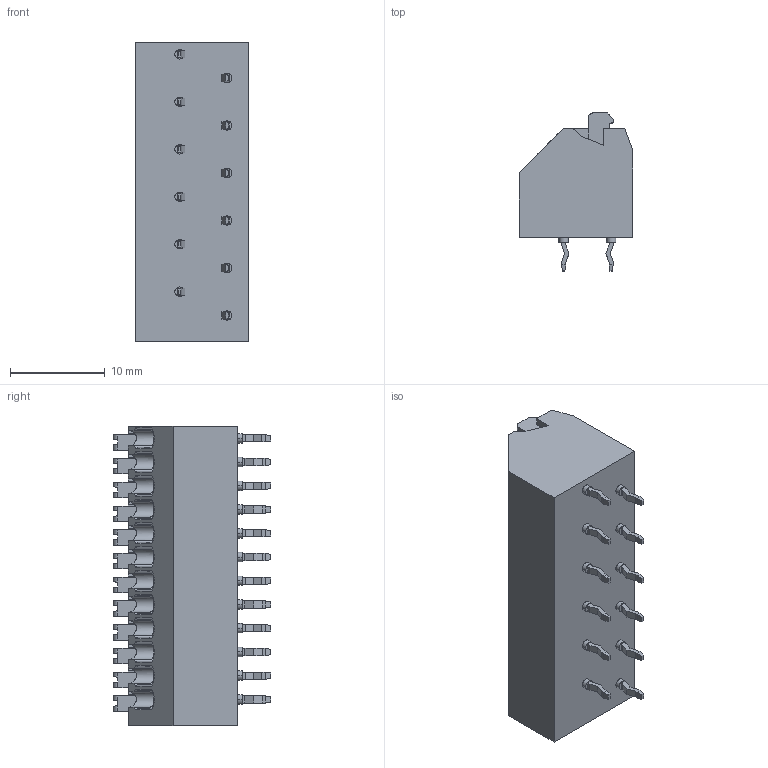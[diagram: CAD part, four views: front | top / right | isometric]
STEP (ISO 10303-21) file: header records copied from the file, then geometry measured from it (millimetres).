
FILE_DESCRIPTION(('SolidDesigner STEP Export'),'2;1');
FILE_NAME('ptsa_0.5-12-2.5-z.stp','2004-04-01T11:36:45',(''),(''),'OneSpaceDesigner STEP processor Version: 9.0 (March 2001)for AP214(CD)(Solid Model)','CoCreate OneSpaceDesigner: 11.50A 18-Jul-2002(C) CoCreate Software GmbH','');
FILE_SCHEMA(('AUTOMOTIVE_DESIGN_CC2 {1 2 10303 214 -1 1 5 1}'));
Length unit declared in the file: millimetre
Products named in the file (2): ptsa_0.5-12-2.5-z
Assembly tree (1 placements, depth 2):
  ptsa_0.5-12-2.5-z
    ptsa_0.5-12-2.5-z
Bounding box: 12 x 16.6 x 31.5 mm (x, y, z)
Volume: 3677.4 mm3; surface area: 2504.1 mm2
Topology: 1 solids, 1 shells, 848 faces, 2213 edges, 1401 vertices
Faces by surface type: plane 658, cylinder 166, cone 24
Entity records: 33413 total; most frequent: CARTESIAN_POINT 6724, ORIENTED_EDGE 4426, DIRECTION 3748, EDGE_CURVE 2213, VECTOR 1594, LINE 1594, VERTEX_POINT 1401, AXIS2_PLACEMENT_3D 1077
